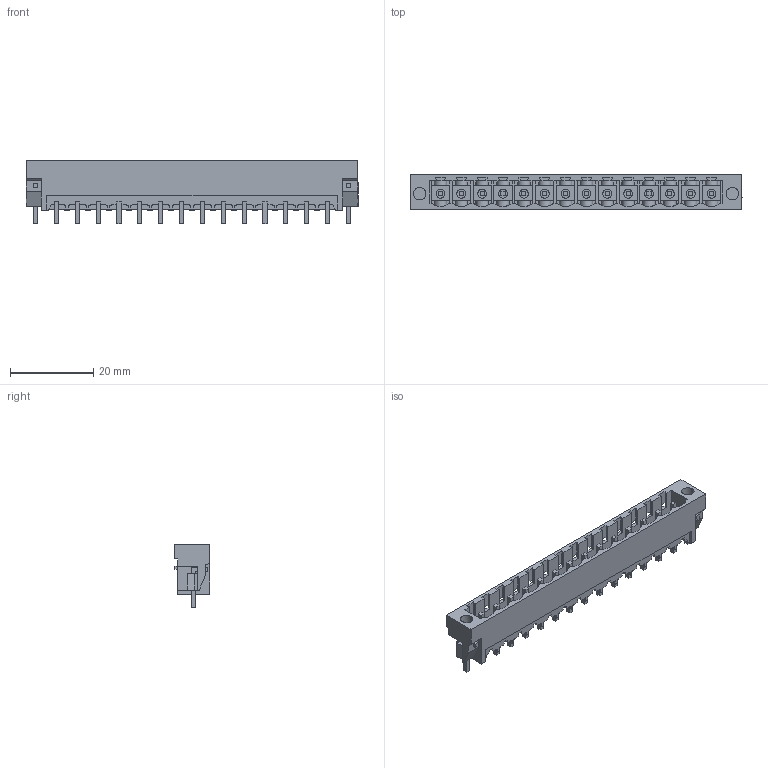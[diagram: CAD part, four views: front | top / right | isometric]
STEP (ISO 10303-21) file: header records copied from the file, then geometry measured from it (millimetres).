
FILE_DESCRIPTION(('CATIA V5 STEP Exchange','CAx-IF Rec.Pracs.--- Model Styling and Organization---1.2---2011-12-15'),'2;1');
FILE_NAME ('D1457168_0_1841510000_1841510000.stp','2018-04-12T04:43:51+00:00',('none'),('Weidmueller'),'CATIA Version 5-6 Release 2014','CATIA V5 STEP AP214','none');
FILE_SCHEMA(('AUTOMOTIVE_DESIGN { 1 0 10303 214 1 1 1 1 }'));
Length unit declared in the file: millimetre
Products named in the file (1): 1841510000
Bounding box: 79.6 x 8.43 x 15.2 mm (x, y, z)
Volume: 3028.6 mm3; surface area: 6942.7 mm2
Topology: 17 solids, 17 shells, 966 faces, 2879 edges, 1921 vertices
Faces by surface type: plane 814, cylinder 152
Entity records: 30482 total; most frequent: CARTESIAN_POINT 6217, ORIENTED_EDGE 5758, DIRECTION 3889, EDGE_CURVE 2879, VECTOR 2445, LINE 2445, VERTEX_POINT 1921, EDGE_LOOP 1000
